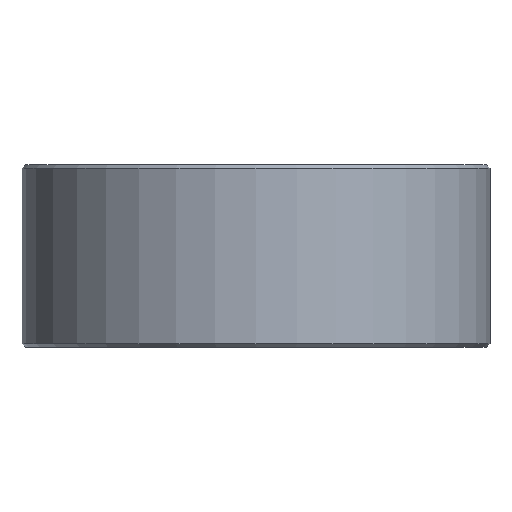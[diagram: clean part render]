
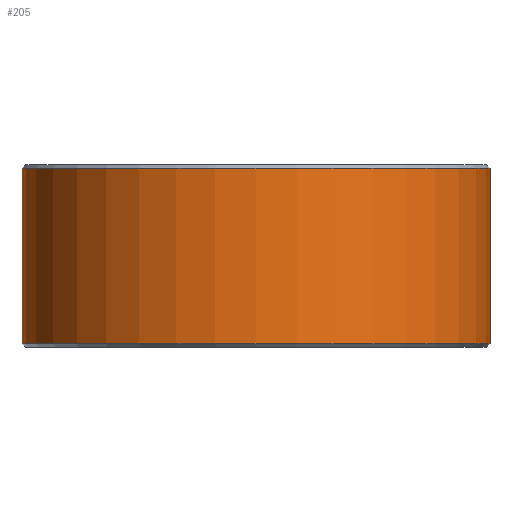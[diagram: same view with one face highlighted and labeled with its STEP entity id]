
A CAD part, front view. The second image highlights one B-rep face of the part: STEP entity #205.
In plain terms, the highlighted cylindrical face has radius 32 mm (diameter 64 mm), a full revolution.
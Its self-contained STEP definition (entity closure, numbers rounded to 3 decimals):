
#141=CARTESIAN_POINT('',(32.,0.,0.5));
#142=VERTEX_POINT('',#141);
#143=CARTESIAN_POINT('',(-32.,0.,0.5));
#144=VERTEX_POINT('',#143);
#145=CARTESIAN_POINT('',(0.,0.,0.5));
#146=DIRECTION('',(1.,0.,0.));
#147=DIRECTION('',(-0.,0.,-1.));
#148=AXIS2_PLACEMENT_3D('',#145,#147,#146);
#149=CIRCLE('',#148,32.);
#150=EDGE_CURVE('',#142,#144,#149,.T.);
#161=CARTESIAN_POINT('',(0.,0.,0.5));
#162=DIRECTION('',(-1.,0.,0.));
#163=DIRECTION('',(0.,0.,-1.));
#164=AXIS2_PLACEMENT_3D('',#161,#163,#162);
#165=CIRCLE('',#164,32.);
#166=EDGE_CURVE('',#144,#142,#165,.T.);
#171=CARTESIAN_POINT('',(0.,0.,0.5));
#172=DIRECTION('',(-1.,0.,0.));
#173=DIRECTION('',(0.,0.,1.));
#174=AXIS2_PLACEMENT_3D('',#171,#173,#172);
#175=CYLINDRICAL_SURFACE('',#174,32.);
#176=CARTESIAN_POINT('',(32.,0.,24.5));
#177=VERTEX_POINT('',#176);
#178=CARTESIAN_POINT('',(-32.,0.,24.5));
#179=VERTEX_POINT('',#178);
#180=CARTESIAN_POINT('',(0.,0.,24.5));
#181=DIRECTION('',(1.,0.,0.));
#182=DIRECTION('',(-0.,0.,-1.));
#183=AXIS2_PLACEMENT_3D('',#180,#182,#181);
#184=CIRCLE('',#183,32.);
#185=EDGE_CURVE('',#177,#179,#184,.T.);
#186=ORIENTED_EDGE('E14',*,*,#185,.T.);
#187=CARTESIAN_POINT('',(-32.,0.,24.5));
#188=DIRECTION('',(0.,0.,-1.));
#189=VECTOR('',#188,24.);
#190=LINE('',#187,#189);
#191=EDGE_CURVE('',#179,#144,#190,.T.);
#192=ORIENTED_EDGE('E15',*,*,#191,.T.);
#193=ORIENTED_EDGE('E15',*,*,#150,.F.);
#194=ORIENTED_EDGE('E15',*,*,#166,.F.);
#195=ORIENTED_EDGE('E15',*,*,#191,.F.);
#196=CARTESIAN_POINT('',(0.,0.,24.5));
#197=DIRECTION('',(-1.,0.,0.));
#198=DIRECTION('',(0.,0.,-1.));
#199=AXIS2_PLACEMENT_3D('',#196,#198,#197);
#200=CIRCLE('',#199,32.);
#201=EDGE_CURVE('',#179,#177,#200,.T.);
#202=ORIENTED_EDGE('E16',*,*,#201,.T.);
#203=EDGE_LOOP('',(#186,#192,#193,#194,#195,#202));
#204=FACE_OUTER_BOUND('',#203,.T.);
#205=ADVANCED_FACE('F5',(#204),#175,.T.);
